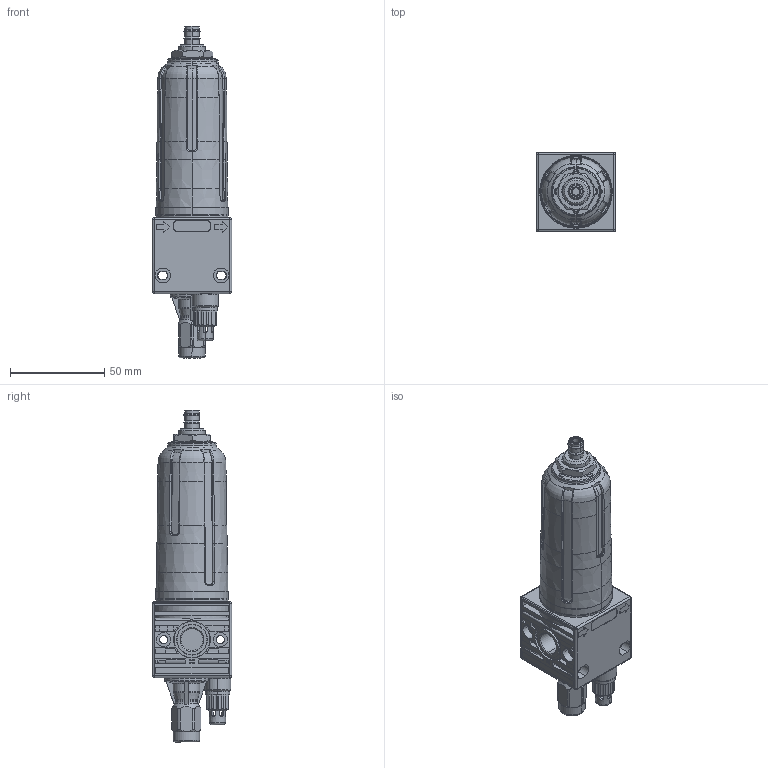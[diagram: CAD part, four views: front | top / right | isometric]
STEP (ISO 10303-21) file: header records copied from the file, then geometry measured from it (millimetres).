
FILE_DESCRIPTION(('STEP AP214'),'1');
FILE_NAME('042 L 14 PE VL.stp','2021-06-16T09:50:09',(' '),(' '),'Spatial InterOp 3D',' ',' ');
FILE_SCHEMA(('AUTOMOTIVE_DESIGN { 1 0 10303 214 1 1 1 1 }'));
Length unit declared in the file: metre
Products named in the file (1): Volume
Bounding box: 42 x 42 x 175.75 mm (x, y, z)
Volume: 159995.6 mm3; surface area: 29594.2 mm2
Topology: 1 solids, 2 shells, 843 faces, 2119 edges, 1319 vertices
Faces by surface type: plane 345, cylinder 196, torus 97, cone 94, bspline 87, extrusion 16, sphere 8
Entity records: 32089 total; most frequent: CARTESIAN_POINT 12304, ORIENTED_EDGE 4220, DIRECTION 3965, EDGE_CURVE 2110, AXIS2_PLACEMENT_3D 1447, VERTEX_POINT 1319, VECTOR 1071, LINE 1055
